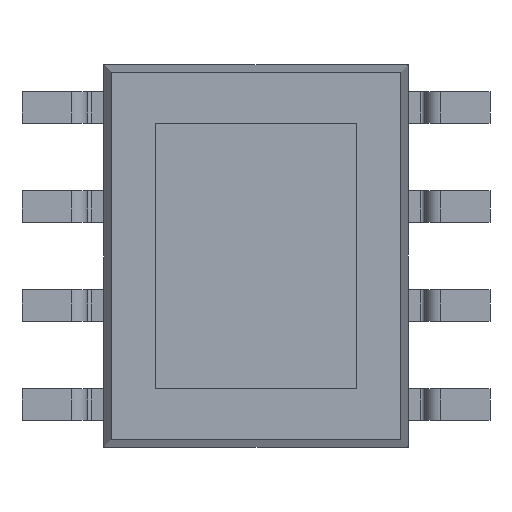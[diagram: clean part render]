
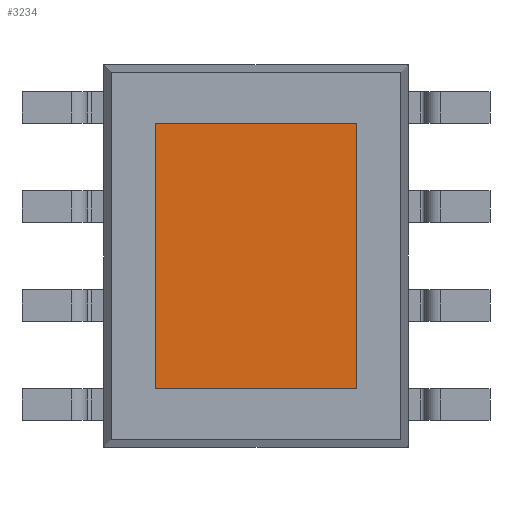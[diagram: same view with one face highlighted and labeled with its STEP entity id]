
A CAD part, front view. The second image highlights one B-rep face of the part: STEP entity #3234.
In plain terms, the highlighted planar face has unit normal (0, -1, 0).
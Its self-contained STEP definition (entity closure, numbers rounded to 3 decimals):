
#87 = DIRECTION ( 'NONE',  ( 0., 0., 1. ) ) ;
#233 = CARTESIAN_POINT ( 'NONE',  ( 1.29, 0.17, -1.701 ) ) ;
#256 = FACE_OUTER_BOUND ( 'NONE', #1410, .T. ) ;
#283 = AXIS2_PLACEMENT_3D ( 'NONE', #2111, #1758, #3729 ) ;
#351 = CARTESIAN_POINT ( 'NONE',  ( 1.29, 0.17, 1.701 ) ) ;
#504 = EDGE_CURVE ( 'NONE', #1249, #3222, #1361, .T. ) ;
#506 = CARTESIAN_POINT ( 'NONE',  ( -1.29, 0.17, -1.701 ) ) ;
#802 = VERTEX_POINT ( 'NONE', #3530 ) ;
#1168 = ORIENTED_EDGE ( 'NONE', *, *, #1479, .T. ) ;
#1187 = CARTESIAN_POINT ( 'NONE',  ( 1.29, 0.17, 1.701 ) ) ;
#1214 = ORIENTED_EDGE ( 'NONE', *, *, #504, .T. ) ;
#1249 = VERTEX_POINT ( 'NONE', #1187 ) ;
#1361 = LINE ( 'NONE', #351, #4122 ) ;
#1363 = EDGE_CURVE ( 'NONE', #2232, #802, #3569, .T. ) ;
#1410 = EDGE_LOOP ( 'NONE', ( #1168, #1870, #1523, #1214 ) ) ;
#1479 = EDGE_CURVE ( 'NONE', #3222, #2232, #3052, .T. ) ;
#1523 = ORIENTED_EDGE ( 'NONE', *, *, #2467, .T. ) ;
#1758 = DIRECTION ( 'NONE',  ( 0., -1., 0. ) ) ;
#1863 = DIRECTION ( 'NONE',  ( 1., 0., 0. ) ) ;
#1870 = ORIENTED_EDGE ( 'NONE', *, *, #1363, .T. ) ;
#1971 = DIRECTION ( 'NONE',  ( 0., 0., -1. ) ) ;
#2020 = CARTESIAN_POINT ( 'NONE',  ( 1.29, 0.17, -1.701 ) ) ;
#2111 = CARTESIAN_POINT ( 'NONE',  ( 0., 0.17, 0. ) ) ;
#2232 = VERTEX_POINT ( 'NONE', #506 ) ;
#2264 = CARTESIAN_POINT ( 'NONE',  ( -1.29, 0.17, -1.701 ) ) ;
#2467 = EDGE_CURVE ( 'NONE', #802, #1249, #3959, .T. ) ;
#3031 = CARTESIAN_POINT ( 'NONE',  ( -1.29, 0.17, 1.701 ) ) ;
#3046 = PLANE ( 'NONE',  #283 ) ;
#3052 = LINE ( 'NONE', #2264, #4167 ) ;
#3093 = VECTOR ( 'NONE', #87, 1000. ) ;
#3222 = VERTEX_POINT ( 'NONE', #3031 ) ;
#3234 = ADVANCED_FACE ( 'NONE', ( #256 ), #3046, .T. ) ;
#3530 = CARTESIAN_POINT ( 'NONE',  ( 1.29, 0.17, -1.701 ) ) ;
#3569 = LINE ( 'NONE', #233, #3866 ) ;
#3729 = DIRECTION ( 'NONE',  ( 0., 0., -1. ) ) ;
#3866 = VECTOR ( 'NONE', #1863, 1000. ) ;
#3926 = DIRECTION ( 'NONE',  ( -1., 0., 0. ) ) ;
#3959 = LINE ( 'NONE', #2020, #3093 ) ;
#4122 = VECTOR ( 'NONE', #3926, 1000. ) ;
#4167 = VECTOR ( 'NONE', #1971, 1000. ) ;
